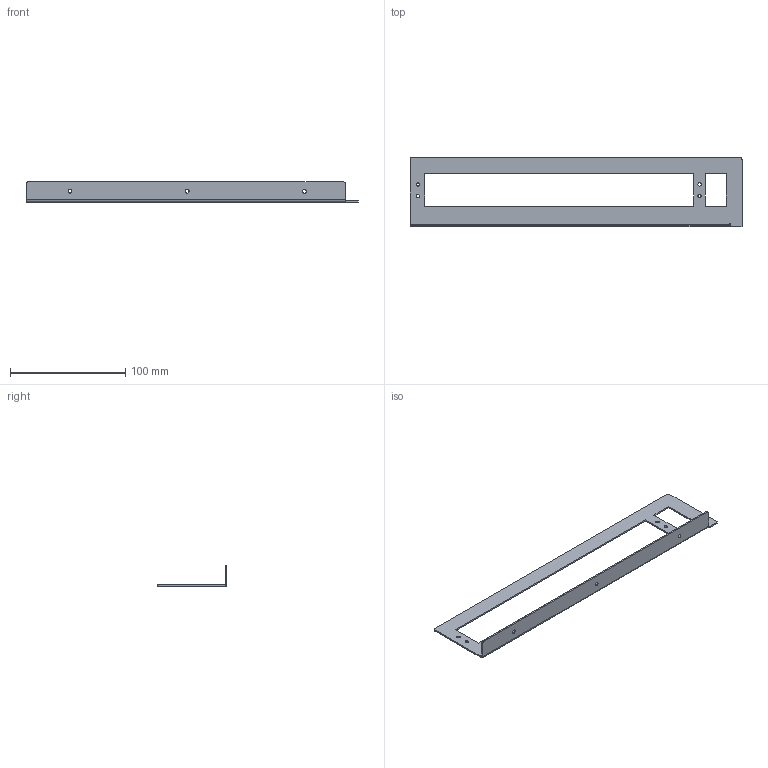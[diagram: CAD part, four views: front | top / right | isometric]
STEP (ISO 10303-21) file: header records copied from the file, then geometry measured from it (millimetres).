
FILE_DESCRIPTION (( 'STEP AP214' ), '1' );
FILE_NAME ('MAX_CARD_GUIDE_MIDDLE.STEP', '2025-08-23T23:54:51', ( '' ), ( '' ), 'SwSTEP 2.0', 'SolidWorks 2025', '' );
FILE_SCHEMA (( 'AUTOMOTIVE_DESIGN' ));
Length unit declared in the file: millimetre
Products named in the file (1): MAX_CARD_GUIDE_MIDDLE
Bounding box: 287.78 x 60.27 x 17.78 mm (x, y, z)
Volume: 18404.2 mm3; surface area: 30800.1 mm2
Topology: 1 solids, 1 shells, 50 faces, 130 edges, 82 vertices
Faces by surface type: plane 24, cylinder 20, cone 6
Entity records: 1587 total; most frequent: DIRECTION 278, CARTESIAN_POINT 263, ORIENTED_EDGE 260, EDGE_CURVE 130, AXIS2_PLACEMENT_3D 97, VECTOR 84, LINE 84, VERTEX_POINT 82
